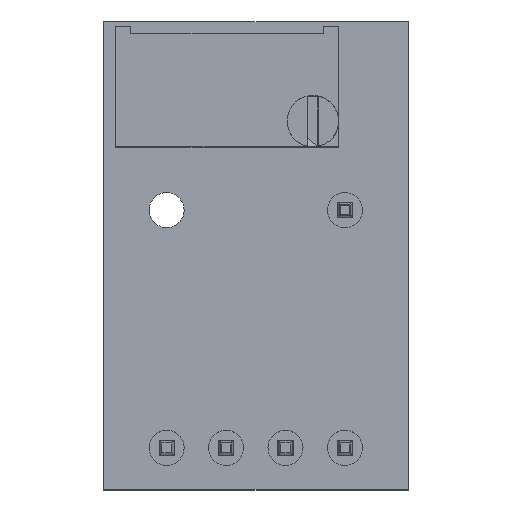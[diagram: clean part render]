
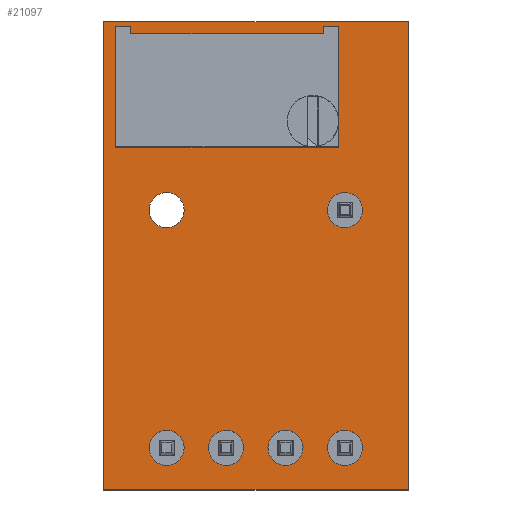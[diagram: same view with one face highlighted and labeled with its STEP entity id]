
A CAD part, top view. The second image highlights one B-rep face of the part: STEP entity #21097.
In plain terms, the highlighted planar face has unit normal (0, 0, 1).
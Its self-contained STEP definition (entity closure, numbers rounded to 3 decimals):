
#20780 = VERTEX_POINT('',#20781);
#20781 = CARTESIAN_POINT('',(-5.83,0.,8.5));
#20797 = EDGE_CURVE('',#20780,#20780,#20798,.T.);
#20798 = CIRCLE('',#20799,0.75);
#20799 = AXIS2_PLACEMENT_3D('',#20800,#20801,#20802);
#20800 = CARTESIAN_POINT('',(-5.08,0.,8.5));
#20801 = DIRECTION('',(0.,0.,-1.));
#20802 = DIRECTION('',(1.,0.,0.));
#20813 = VERTEX_POINT('',#20814);
#20814 = CARTESIAN_POINT('',(-0.75,0.,8.5));
#20830 = EDGE_CURVE('',#20813,#20813,#20831,.T.);
#20831 = CIRCLE('',#20832,0.75);
#20832 = AXIS2_PLACEMENT_3D('',#20833,#20834,#20835);
#20833 = CARTESIAN_POINT('',(0.,0.,8.5));
#20834 = DIRECTION('',(0.,0.,-1.));
#20835 = DIRECTION('',(1.,0.,0.));
#20846 = VERTEX_POINT('',#20847);
#20847 = CARTESIAN_POINT('',(-8.37,10.16,8.5));
#20863 = EDGE_CURVE('',#20846,#20846,#20864,.T.);
#20864 = CIRCLE('',#20865,0.75);
#20865 = AXIS2_PLACEMENT_3D('',#20866,#20867,#20868);
#20866 = CARTESIAN_POINT('',(-7.62,10.16,8.5));
#20867 = DIRECTION('',(0.,0.,-1.));
#20868 = DIRECTION('',(1.,0.,0.));
#20879 = VERTEX_POINT('',#20880);
#20880 = CARTESIAN_POINT('',(-0.75,10.16,8.5));
#20896 = EDGE_CURVE('',#20879,#20879,#20897,.T.);
#20897 = CIRCLE('',#20898,0.75);
#20898 = AXIS2_PLACEMENT_3D('',#20899,#20900,#20901);
#20899 = CARTESIAN_POINT('',(0.,10.16,8.5));
#20900 = DIRECTION('',(0.,0.,-1.));
#20901 = DIRECTION('',(1.,0.,0.));
#20912 = VERTEX_POINT('',#20913);
#20913 = CARTESIAN_POINT('',(-3.29,0.,8.5));
#20929 = EDGE_CURVE('',#20912,#20912,#20930,.T.);
#20930 = CIRCLE('',#20931,0.75);
#20931 = AXIS2_PLACEMENT_3D('',#20932,#20933,#20934);
#20932 = CARTESIAN_POINT('',(-2.54,0.,8.5));
#20933 = DIRECTION('',(0.,0.,-1.));
#20934 = DIRECTION('',(1.,0.,0.));
#20945 = VERTEX_POINT('',#20946);
#20946 = CARTESIAN_POINT('',(-8.37,0.,8.5));
#20962 = EDGE_CURVE('',#20945,#20945,#20963,.T.);
#20963 = CIRCLE('',#20964,0.75);
#20964 = AXIS2_PLACEMENT_3D('',#20965,#20966,#20967);
#20965 = CARTESIAN_POINT('',(-7.62,0.,8.5));
#20966 = DIRECTION('',(0.,0.,-1.));
#20967 = DIRECTION('',(1.,0.,0.));
#20988 = VERTEX_POINT('',#20989);
#20989 = CARTESIAN_POINT('',(-10.3,18.2,8.5));
#20995 = EDGE_CURVE('',#20996,#20988,#20998,.T.);
#20996 = VERTEX_POINT('',#20997);
#20997 = CARTESIAN_POINT('',(2.7,18.2,8.5));
#20998 = LINE('',#20999,#21000);
#20999 = CARTESIAN_POINT('',(2.7,18.2,8.5));
#21000 = VECTOR('',#21001,1.);
#21001 = DIRECTION('',(-1.,0.,0.));
#21026 = EDGE_CURVE('',#21027,#20996,#21029,.T.);
#21027 = VERTEX_POINT('',#21028);
#21028 = CARTESIAN_POINT('',(2.7,-1.8,8.5));
#21029 = LINE('',#21030,#21031);
#21030 = CARTESIAN_POINT('',(2.7,-1.8,8.5));
#21031 = VECTOR('',#21032,1.);
#21032 = DIRECTION('',(0.,1.,0.));
#21057 = EDGE_CURVE('',#21058,#21027,#21060,.T.);
#21058 = VERTEX_POINT('',#21059);
#21059 = CARTESIAN_POINT('',(-10.3,-1.8,8.5));
#21060 = LINE('',#21061,#21062);
#21061 = CARTESIAN_POINT('',(-10.3,-1.8,8.5));
#21062 = VECTOR('',#21063,1.);
#21063 = DIRECTION('',(1.,0.,0.));
#21086 = EDGE_CURVE('',#20988,#21058,#21087,.T.);
#21087 = LINE('',#21088,#21089);
#21088 = CARTESIAN_POINT('',(-10.3,18.2,8.5));
#21089 = VECTOR('',#21090,1.);
#21090 = DIRECTION('',(0.,-1.,0.));
#21097 = ADVANCED_FACE('',(#21098,#21104,#21107,#21110,#21113,#21116,
    #21119),#21122,.T.);
#21098 = FACE_BOUND('',#21099,.T.);
#21099 = EDGE_LOOP('',(#21100,#21101,#21102,#21103));
#21100 = ORIENTED_EDGE('',*,*,#21086,.T.);
#21101 = ORIENTED_EDGE('',*,*,#21057,.T.);
#21102 = ORIENTED_EDGE('',*,*,#21026,.T.);
#21103 = ORIENTED_EDGE('',*,*,#20995,.T.);
#21104 = FACE_BOUND('',#21105,.T.);
#21105 = EDGE_LOOP('',(#21106));
#21106 = ORIENTED_EDGE('',*,*,#20797,.T.);
#21107 = FACE_BOUND('',#21108,.T.);
#21108 = EDGE_LOOP('',(#21109));
#21109 = ORIENTED_EDGE('',*,*,#20830,.T.);
#21110 = FACE_BOUND('',#21111,.T.);
#21111 = EDGE_LOOP('',(#21112));
#21112 = ORIENTED_EDGE('',*,*,#20863,.T.);
#21113 = FACE_BOUND('',#21114,.T.);
#21114 = EDGE_LOOP('',(#21115));
#21115 = ORIENTED_EDGE('',*,*,#20896,.T.);
#21116 = FACE_BOUND('',#21117,.T.);
#21117 = EDGE_LOOP('',(#21118));
#21118 = ORIENTED_EDGE('',*,*,#20929,.T.);
#21119 = FACE_BOUND('',#21120,.T.);
#21120 = EDGE_LOOP('',(#21121));
#21121 = ORIENTED_EDGE('',*,*,#20962,.T.);
#21122 = PLANE('',#21123);
#21123 = AXIS2_PLACEMENT_3D('',#21124,#21125,#21126);
#21124 = CARTESIAN_POINT('',(-3.8,8.2,8.5));
#21125 = DIRECTION('',(0.,0.,1.));
#21126 = DIRECTION('',(1.,0.,0.));
